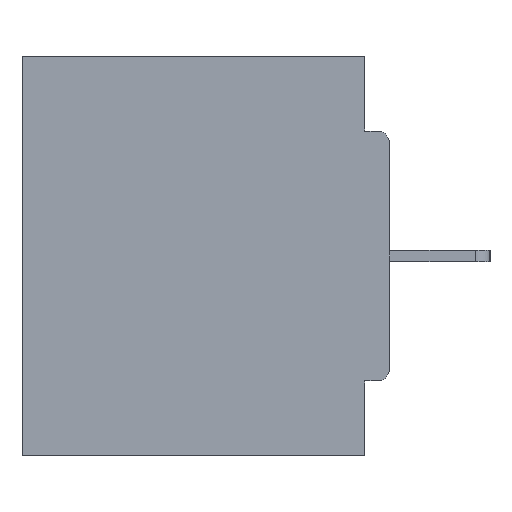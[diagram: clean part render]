
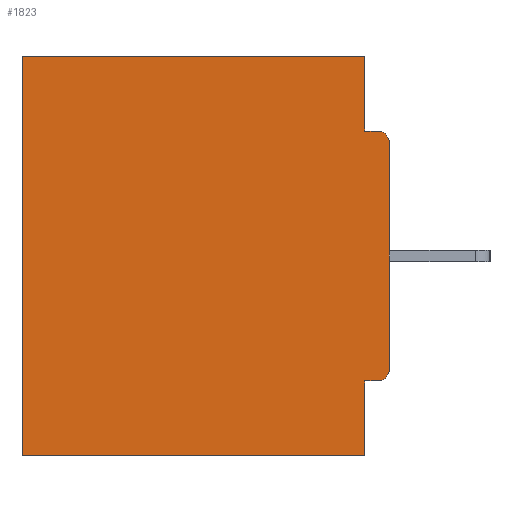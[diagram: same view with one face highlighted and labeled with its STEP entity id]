
A CAD part, left-side view. The second image highlights one B-rep face of the part: STEP entity #1823.
In plain terms, the highlighted planar face has unit normal (-1, 0, 0).
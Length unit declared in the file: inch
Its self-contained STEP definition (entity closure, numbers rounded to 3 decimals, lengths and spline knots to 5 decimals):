
#162 = VERTEX_POINT ( 'NONE', #25542 ) ;
#349 = VECTOR ( 'NONE', #26192, 39.37008 ) ;
#1085 = LINE ( 'NONE', #8278, #349 ) ;
#1621 = CARTESIAN_POINT ( 'NONE',  ( 0.298, 0.031, 0. ) ) ;
#1823 = ADVANCED_FACE ( 'NONE', ( #26616 ), #5050, .F. ) ;
#1968 = DIRECTION ( 'NONE',  ( -1., 0., 0. ) ) ;
#2091 = CARTESIAN_POINT ( 'NONE',  ( 0.298, 0., -0.4065 ) ) ;
#2454 = CARTESIAN_POINT ( 'NONE',  ( 0.298, 0., -0.3915 ) ) ;
#2520 = EDGE_LOOP ( 'NONE', ( #19840, #20406, #27711, #22463, #2940, #11471, #16990, #3239, #13317, #7108 ) ) ;
#2940 = ORIENTED_EDGE ( 'NONE', *, *, #15884, .T. ) ;
#3038 = VECTOR ( 'NONE', #7757, 39.37008 ) ;
#3239 = ORIENTED_EDGE ( 'NONE', *, *, #16091, .F. ) ;
#3697 = EDGE_CURVE ( 'NONE', #8764, #4468, #11794, .T. ) ;
#3881 = EDGE_CURVE ( 'NONE', #11494, #16431, #8281, .T. ) ;
#4388 = DIRECTION ( 'NONE',  ( 0., 1., 0. ) ) ;
#4468 = VERTEX_POINT ( 'NONE', #8489 ) ;
#5050 = PLANE ( 'NONE',  #11429 ) ;
#5404 = CARTESIAN_POINT ( 'NONE',  ( 0.298, 0.46, 0. ) ) ;
#5455 = EDGE_CURVE ( 'NONE', #162, #26598, #19111, .T. ) ;
#5802 = VECTOR ( 'NONE', #29061, 39.37008 ) ;
#7108 = ORIENTED_EDGE ( 'NONE', *, *, #28049, .F. ) ;
#7757 = DIRECTION ( 'NONE',  ( 0., 0., -1. ) ) ;
#8278 = CARTESIAN_POINT ( 'NONE',  ( 0.298, 0., -0.5 ) ) ;
#8281 = LINE ( 'NONE', #10954, #18852 ) ;
#8489 = CARTESIAN_POINT ( 'NONE',  ( 0.298, 0.46, 0. ) ) ;
#8764 = VERTEX_POINT ( 'NONE', #1621 ) ;
#8785 = VECTOR ( 'NONE', #4388, 39.37008 ) ;
#10244 = CARTESIAN_POINT ( 'NONE',  ( 0.298, 0.031, -0.5 ) ) ;
#10551 = CARTESIAN_POINT ( 'NONE',  ( 0.298, 0.015, -0.3915 ) ) ;
#10954 = CARTESIAN_POINT ( 'NONE',  ( 0.298, 0.031, -0.5 ) ) ;
#11165 = DIRECTION ( 'NONE',  ( 0., 0., -1. ) ) ;
#11429 = AXIS2_PLACEMENT_3D ( 'NONE', #18100, #19180, #20641 ) ;
#11471 = ORIENTED_EDGE ( 'NONE', *, *, #18345, .F. ) ;
#11494 = VERTEX_POINT ( 'NONE', #20847 ) ;
#11794 = LINE ( 'NONE', #18870, #17776 ) ;
#12444 = CIRCLE ( 'NONE', #27314, 0.015 ) ;
#12566 = LINE ( 'NONE', #13490, #5802 ) ;
#12645 = DIRECTION ( 'NONE',  ( 0., -1., 0. ) ) ;
#12802 = DIRECTION ( 'NONE',  ( 0., 0., -1. ) ) ;
#13317 = ORIENTED_EDGE ( 'NONE', *, *, #25647, .T. ) ;
#13433 = CARTESIAN_POINT ( 'NONE',  ( 0.298, 0.015, -0.4065 ) ) ;
#13490 = CARTESIAN_POINT ( 'NONE',  ( 0.298, 0., 0. ) ) ;
#13561 = CARTESIAN_POINT ( 'NONE',  ( 0.298, 0., -0.0935 ) ) ;
#14498 = CIRCLE ( 'NONE', #28305, 0.015 ) ;
#14570 = EDGE_CURVE ( 'NONE', #8764, #162, #28471, .T. ) ;
#15154 = LINE ( 'NONE', #5404, #3038 ) ;
#15609 = CARTESIAN_POINT ( 'NONE',  ( 0.298, 0.015, -0.1085 ) ) ;
#15884 = EDGE_CURVE ( 'NONE', #4468, #22831, #15154, .T. ) ;
#16091 = EDGE_CURVE ( 'NONE', #25267, #11494, #26653, .T. ) ;
#16190 = CARTESIAN_POINT ( 'NONE',  ( 0.298, 0.015, -0.0935 ) ) ;
#16431 = VERTEX_POINT ( 'NONE', #10244 ) ;
#16990 = ORIENTED_EDGE ( 'NONE', *, *, #3881, .F. ) ;
#17776 = VECTOR ( 'NONE', #24295, 39.37008 ) ;
#17842 = DIRECTION ( 'NONE',  ( 0., 0., -1. ) ) ;
#18100 = CARTESIAN_POINT ( 'NONE',  ( 0.298, 0., 0. ) ) ;
#18345 = EDGE_CURVE ( 'NONE', #16431, #22831, #1085, .T. ) ;
#18383 = VECTOR ( 'NONE', #12645, 39.37008 ) ;
#18852 = VECTOR ( 'NONE', #11165, 39.37008 ) ;
#18870 = CARTESIAN_POINT ( 'NONE',  ( 0.298, 0., 0. ) ) ;
#18966 = CARTESIAN_POINT ( 'NONE',  ( 0.298, 0.031, -0.5 ) ) ;
#19111 = LINE ( 'NONE', #13561, #18383 ) ;
#19180 = DIRECTION ( 'NONE',  ( 1., 0., 0. ) ) ;
#19700 = EDGE_CURVE ( 'NONE', #27706, #26598, #12444, .T. ) ;
#19840 = ORIENTED_EDGE ( 'NONE', *, *, #19700, .T. ) ;
#20406 = ORIENTED_EDGE ( 'NONE', *, *, #5455, .F. ) ;
#20641 = DIRECTION ( 'NONE',  ( 0., 0., -1. ) ) ;
#20847 = CARTESIAN_POINT ( 'NONE',  ( 0.298, 0.031, -0.4065 ) ) ;
#21185 = DIRECTION ( 'NONE',  ( 0., 0., -1. ) ) ;
#21869 = VECTOR ( 'NONE', #21185, 39.37008 ) ;
#22463 = ORIENTED_EDGE ( 'NONE', *, *, #3697, .T. ) ;
#22777 = VERTEX_POINT ( 'NONE', #2454 ) ;
#22831 = VERTEX_POINT ( 'NONE', #22994 ) ;
#22994 = CARTESIAN_POINT ( 'NONE',  ( 0.298, 0.46, -0.5 ) ) ;
#23367 = CARTESIAN_POINT ( 'NONE',  ( 0.298, 0., -0.1085 ) ) ;
#24295 = DIRECTION ( 'NONE',  ( 0., 1., 0. ) ) ;
#25267 = VERTEX_POINT ( 'NONE', #13433 ) ;
#25542 = CARTESIAN_POINT ( 'NONE',  ( 0.298, 0.031, -0.0935 ) ) ;
#25647 = EDGE_CURVE ( 'NONE', #25267, #22777, #14498, .T. ) ;
#26192 = DIRECTION ( 'NONE',  ( 0., 1., 0. ) ) ;
#26204 = DIRECTION ( 'NONE',  ( -1., 0., 0. ) ) ;
#26598 = VERTEX_POINT ( 'NONE', #16190 ) ;
#26616 = FACE_OUTER_BOUND ( 'NONE', #2520, .T. ) ;
#26653 = LINE ( 'NONE', #2091, #8785 ) ;
#27314 = AXIS2_PLACEMENT_3D ( 'NONE', #15609, #1968, #17842 ) ;
#27706 = VERTEX_POINT ( 'NONE', #23367 ) ;
#27711 = ORIENTED_EDGE ( 'NONE', *, *, #14570, .F. ) ;
#28049 = EDGE_CURVE ( 'NONE', #27706, #22777, #12566, .T. ) ;
#28305 = AXIS2_PLACEMENT_3D ( 'NONE', #10551, #26204, #12802 ) ;
#28471 = LINE ( 'NONE', #18966, #21869 ) ;
#29061 = DIRECTION ( 'NONE',  ( 0., 0., -1. ) ) ;
